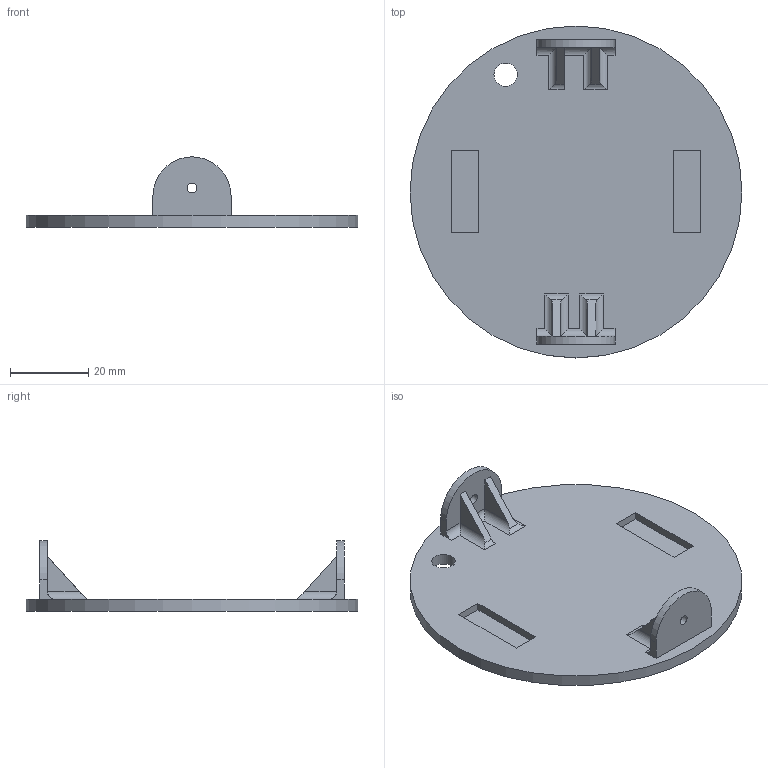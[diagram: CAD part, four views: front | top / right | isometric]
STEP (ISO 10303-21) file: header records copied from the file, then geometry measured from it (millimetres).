
FILE_DESCRIPTION(('FreeCAD Model'),'2;1');
FILE_NAME('Open CASCADE Shape Model','2023-02-13T21:08:25',(''),(''), 'Open CASCADE STEP processor 7.6','FreeCAD','Unknown');
FILE_SCHEMA(('AUTOMOTIVE_DESIGN { 1 0 10303 214 1 1 1 1 }'));
Length unit declared in the file: millimetre
Products named in the file (1): Body
Bounding box: 85 x 85 x 18 mm (x, y, z)
Volume: 17880.9 mm3; surface area: 13806.7 mm2
Topology: 1 solids, 1 shells, 55 faces, 145 edges, 96 vertices
Faces by surface type: plane 32, cylinder 23
Full cylindrical faces by diameter (mm): 2.5 x2, 6 x1, 85 x1
Entity records: 3828 total; most frequent: CARTESIAN_POINT 916, DIRECTION 533, LINE 336, VECTOR 336, ORIENTED_EDGE 290, PCURVE 290, DEFINITIONAL_REPRESENTATION 290, EDGE_CURVE 145
